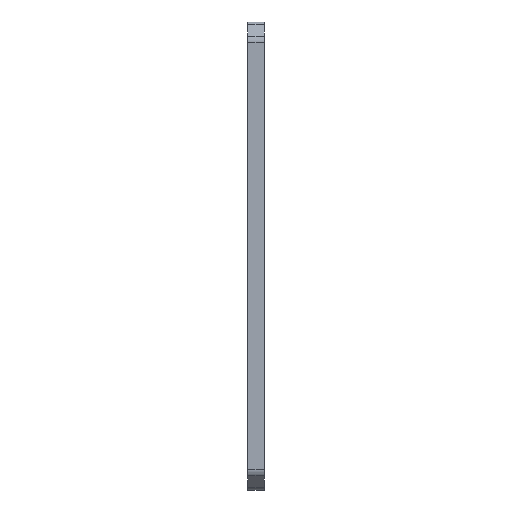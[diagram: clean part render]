
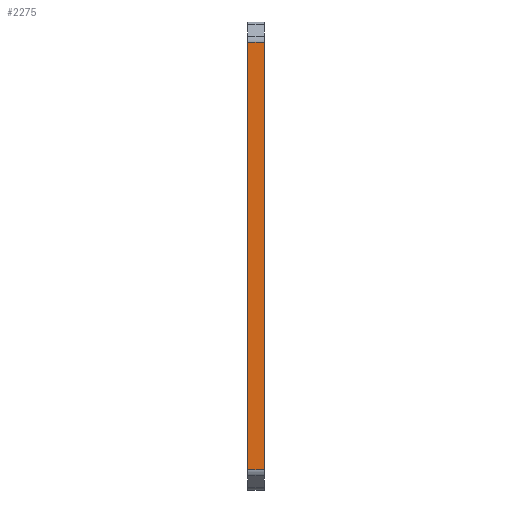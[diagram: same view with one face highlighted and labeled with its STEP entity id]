
A CAD part, left-side view. The second image highlights one B-rep face of the part: STEP entity #2275.
In plain terms, the highlighted planar face has unit normal (-1, 0, 0).
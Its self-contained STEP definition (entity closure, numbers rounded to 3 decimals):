
#59 = DIRECTION ( 'NONE',  ( 0., 0., 1. ) ) ;
#67 = LINE ( 'NONE', #1633, #2000 ) ;
#81 = DIRECTION ( 'NONE',  ( 0., 0., -1. ) ) ;
#122 = ORIENTED_EDGE ( 'NONE', *, *, #269, .F. ) ;
#205 = CARTESIAN_POINT ( 'NONE',  ( -7.5, 2., -4. ) ) ;
#210 = ORIENTED_EDGE ( 'NONE', *, *, #1080, .T. ) ;
#237 = DIRECTION ( 'NONE',  ( 0., 0., 1. ) ) ;
#255 = CARTESIAN_POINT ( 'NONE',  ( -7.5, 2., -25.586 ) ) ;
#267 = DIRECTION ( 'NONE',  ( 1., 0., 0. ) ) ;
#269 = EDGE_CURVE ( 'NONE', #555, #353, #721, .T. ) ;
#308 = EDGE_LOOP ( 'NONE', ( #122, #1889, #2091, #210 ) ) ;
#339 = LINE ( 'NONE', #765, #2169 ) ;
#353 = VERTEX_POINT ( 'NONE', #819 ) ;
#420 = CARTESIAN_POINT ( 'NONE',  ( -7.5, 2., -4. ) ) ;
#555 = VERTEX_POINT ( 'NONE', #255 ) ;
#721 = LINE ( 'NONE', #205, #1903 ) ;
#757 = DIRECTION ( 'NONE',  ( 0., -1., 0. ) ) ;
#765 = CARTESIAN_POINT ( 'NONE',  ( -7.5, 2., 25.586 ) ) ;
#819 = CARTESIAN_POINT ( 'NONE',  ( -7.5, 2., 25.586 ) ) ;
#924 = VERTEX_POINT ( 'NONE', #1606 ) ;
#1069 = VERTEX_POINT ( 'NONE', #1990 ) ;
#1080 = EDGE_CURVE ( 'NONE', #924, #353, #339, .T. ) ;
#1269 = EDGE_CURVE ( 'NONE', #555, #1069, #67, .T. ) ;
#1274 = VECTOR ( 'NONE', #59, 1000. ) ;
#1450 = DIRECTION ( 'NONE',  ( 0., 1., 0. ) ) ;
#1466 = CARTESIAN_POINT ( 'NONE',  ( -7.5, 0., -4. ) ) ;
#1579 = FACE_OUTER_BOUND ( 'NONE', #308, .T. ) ;
#1606 = CARTESIAN_POINT ( 'NONE',  ( -7.5, 0., 25.586 ) ) ;
#1627 = AXIS2_PLACEMENT_3D ( 'NONE', #420, #267, #81 ) ;
#1633 = CARTESIAN_POINT ( 'NONE',  ( -7.5, 0., -25.586 ) ) ;
#1810 = EDGE_CURVE ( 'NONE', #1069, #924, #1849, .T. ) ;
#1849 = LINE ( 'NONE', #1466, #1274 ) ;
#1889 = ORIENTED_EDGE ( 'NONE', *, *, #1269, .T. ) ;
#1903 = VECTOR ( 'NONE', #237, 1000. ) ;
#1990 = CARTESIAN_POINT ( 'NONE',  ( -7.5, 0., -25.586 ) ) ;
#2000 = VECTOR ( 'NONE', #757, 1000. ) ;
#2091 = ORIENTED_EDGE ( 'NONE', *, *, #1810, .T. ) ;
#2169 = VECTOR ( 'NONE', #1450, 1000. ) ;
#2217 = PLANE ( 'NONE',  #1627 ) ;
#2275 = ADVANCED_FACE ( 'NONE', ( #1579 ), #2217, .F. ) ;
